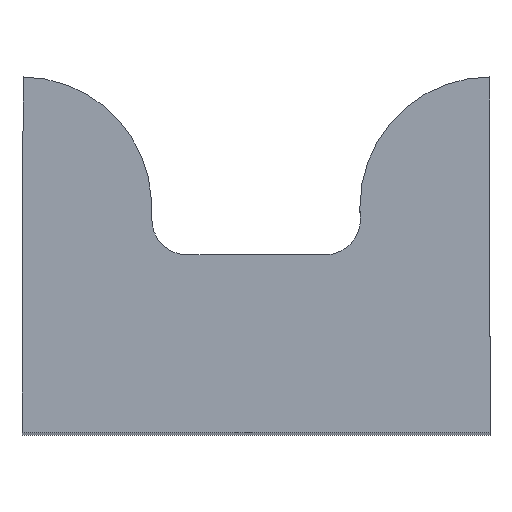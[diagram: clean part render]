
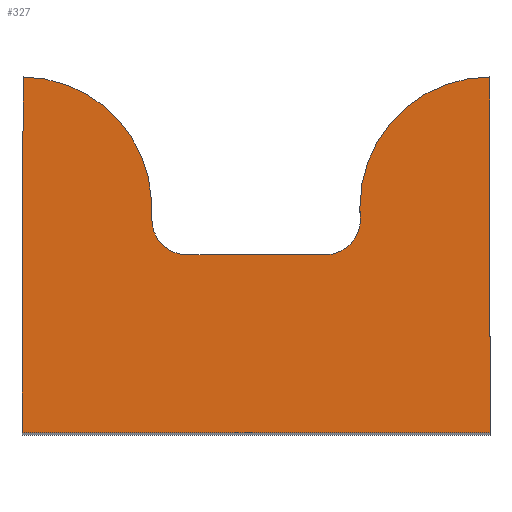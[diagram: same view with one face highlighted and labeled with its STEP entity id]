
A CAD part, top view. The second image highlights one B-rep face of the part: STEP entity #327.
In plain terms, the highlighted planar face has unit normal (0, 0, 1).
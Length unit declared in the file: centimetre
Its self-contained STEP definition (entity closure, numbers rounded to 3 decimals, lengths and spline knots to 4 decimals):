
#27=PLANE('',#358);
#44=FACE_OUTER_BOUND('',#61,.T.);
#61=EDGE_LOOP('',(#276,#277,#278,#279,#280,#281,#282,#283,#284,#285,#286,
#287,#288,#289,#290));
#67=LINE('',#468,#100);
#70=LINE('',#479,#103);
#74=LINE('',#486,#107);
#77=LINE('',#497,#110);
#81=LINE('',#509,#114);
#85=LINE('',#521,#118);
#88=LINE('',#527,#121);
#91=LINE('',#533,#124);
#94=LINE('',#539,#127);
#100=VECTOR('',#374,1.);
#103=VECTOR('',#385,1.);
#107=VECTOR('',#391,1.);
#110=VECTOR('',#402,1.);
#114=VECTOR('',#414,1.);
#118=VECTOR('',#426,1.);
#121=VECTOR('',#431,1.);
#124=VECTOR('',#436,1.);
#127=VECTOR('',#441,1.);
#130=CIRCLE('',#333,0.015);
#132=CIRCLE('',#337,0.015);
#133=CIRCLE('',#341,0.0555);
#136=CIRCLE('',#346,0.0555);
#138=CIRCLE('',#350,0.0555);
#140=CIRCLE('',#357,0.0555);
#143=VERTEX_POINT('',#458);
#144=VERTEX_POINT('',#460);
#146=VERTEX_POINT('',#466);
#149=VERTEX_POINT('',#473);
#150=VERTEX_POINT('',#475);
#152=VERTEX_POINT('',#484);
#153=VERTEX_POINT('',#488);
#156=VERTEX_POINT('',#496);
#158=VERTEX_POINT('',#502);
#160=VERTEX_POINT('',#508);
#162=VERTEX_POINT('',#514);
#164=VERTEX_POINT('',#520);
#166=VERTEX_POINT('',#526);
#168=VERTEX_POINT('',#532);
#170=VERTEX_POINT('',#538);
#173=EDGE_CURVE('',#143,#144,#130,.T.);
#177=EDGE_CURVE('',#143,#146,#67,.T.);
#180=EDGE_CURVE('',#149,#150,#132,.T.);
#182=EDGE_CURVE('',#149,#144,#70,.T.);
#186=EDGE_CURVE('',#146,#152,#74,.T.);
#187=EDGE_CURVE('',#153,#150,#133,.T.);
#191=EDGE_CURVE('',#156,#153,#77,.T.);
#194=EDGE_CURVE('',#158,#156,#136,.T.);
#197=EDGE_CURVE('',#160,#158,#81,.T.);
#200=EDGE_CURVE('',#162,#160,#138,.T.);
#203=EDGE_CURVE('',#164,#162,#85,.T.);
#206=EDGE_CURVE('',#166,#164,#88,.T.);
#209=EDGE_CURVE('',#168,#166,#91,.T.);
#212=EDGE_CURVE('',#170,#168,#94,.T.);
#215=EDGE_CURVE('',#152,#170,#140,.T.);
#276=ORIENTED_EDGE('',*,*,#215,.T.);
#277=ORIENTED_EDGE('',*,*,#212,.T.);
#278=ORIENTED_EDGE('',*,*,#209,.T.);
#279=ORIENTED_EDGE('',*,*,#206,.T.);
#280=ORIENTED_EDGE('',*,*,#203,.T.);
#281=ORIENTED_EDGE('',*,*,#200,.T.);
#282=ORIENTED_EDGE('',*,*,#197,.T.);
#283=ORIENTED_EDGE('',*,*,#194,.T.);
#284=ORIENTED_EDGE('',*,*,#191,.T.);
#285=ORIENTED_EDGE('',*,*,#187,.T.);
#286=ORIENTED_EDGE('',*,*,#180,.F.);
#287=ORIENTED_EDGE('',*,*,#182,.T.);
#288=ORIENTED_EDGE('',*,*,#173,.F.);
#289=ORIENTED_EDGE('',*,*,#177,.T.);
#290=ORIENTED_EDGE('',*,*,#186,.T.);
#327=ADVANCED_FACE('',(#44),#27,.T.);
#333=AXIS2_PLACEMENT_3D('',#461,#367,#368);
#337=AXIS2_PLACEMENT_3D('',#476,#380,#381);
#341=AXIS2_PLACEMENT_3D('',#489,#394,#395);
#346=AXIS2_PLACEMENT_3D('',#503,#408,#409);
#350=AXIS2_PLACEMENT_3D('',#515,#420,#421);
#357=AXIS2_PLACEMENT_3D('',#543,#447,#448);
#358=AXIS2_PLACEMENT_3D('',#544,#449,#450);
#367=DIRECTION('center_axis',(0.,0.,1.));
#368=DIRECTION('ref_axis',(-0.707,-0.707,0.));
#374=DIRECTION('',(0.,1.,0.));
#380=DIRECTION('center_axis',(0.,0.,1.));
#381=DIRECTION('ref_axis',(0.734,-0.679,0.));
#385=DIRECTION('',(-1.,0.,0.));
#391=DIRECTION('',(-1.,0.,0.));
#394=DIRECTION('center_axis',(0.,0.,1.));
#395=DIRECTION('ref_axis',(1.,0.,0.));
#402=DIRECTION('',(0.,-1.,0.));
#408=DIRECTION('center_axis',(0.,0.,1.));
#409=DIRECTION('ref_axis',(1.,0.,0.));
#414=DIRECTION('',(0.,1.,0.));
#420=DIRECTION('center_axis',(0.,0.,-1.));
#421=DIRECTION('ref_axis',(1.,0.,0.));
#426=DIRECTION('',(0.,1.,0.));
#431=DIRECTION('',(1.,0.,0.));
#436=DIRECTION('',(0.,-1.,0.));
#441=DIRECTION('',(-0.004,-1.,0.));
#447=DIRECTION('center_axis',(0.,0.,1.));
#448=DIRECTION('ref_axis',(1.,0.,0.));
#449=DIRECTION('center_axis',(0.,0.,1.));
#450=DIRECTION('ref_axis',(1.,0.,0.));
#458=CARTESIAN_POINT('',(-1.4005,4.3199,0.6));
#460=CARTESIAN_POINT('',(-1.3855,4.3049,0.6));
#461=CARTESIAN_POINT('Origin',(-1.3855,4.3199,0.6));
#466=CARTESIAN_POINT('',(-1.4005,4.3287,0.6));
#468=CARTESIAN_POINT('',(-1.4005,4.3287,0.6));
#473=CARTESIAN_POINT('',(-1.3264,4.3049,0.6));
#475=CARTESIAN_POINT('',(-1.3114,4.3211,0.6));
#476=CARTESIAN_POINT('Origin',(-1.3264,4.3199,0.6));
#479=CARTESIAN_POINT('',(-0.9565,4.3049,0.6));
#484=CARTESIAN_POINT('',(-1.4007,4.3287,0.6));
#486=CARTESIAN_POINT('',(-1.5115,4.3287,0.6));
#488=CARTESIAN_POINT('',(-1.3116,4.3254,0.6));
#489=CARTESIAN_POINT('Origin',(-1.2561,4.3254,0.6));
#496=CARTESIAN_POINT('',(-1.3116,4.3256,0.6));
#497=CARTESIAN_POINT('',(-1.3116,4.286,0.6));
#502=CARTESIAN_POINT('',(-1.2561,4.3809,0.6));
#503=CARTESIAN_POINT('Origin',(-1.2561,4.3254,0.6));
#508=CARTESIAN_POINT('',(-1.2561,4.2699,0.6));
#509=CARTESIAN_POINT('',(-1.2561,4.3809,0.6));
#514=CARTESIAN_POINT('',(-1.256,4.2699,0.6));
#515=CARTESIAN_POINT('Origin',(-1.2561,4.3254,0.6));
#520=CARTESIAN_POINT('',(-1.256,4.2289,0.6));
#521=CARTESIAN_POINT('',(-1.256,4.2787,0.6));
#526=CARTESIAN_POINT('',(-1.456,4.2289,0.6));
#527=CARTESIAN_POINT('',(-1.9565,4.2289,0.6));
#532=CARTESIAN_POINT('',(-1.456,4.2537,0.6));
#533=CARTESIAN_POINT('',(-1.456,4.2287,0.6));
#538=CARTESIAN_POINT('',(-1.4555,4.3809,0.6));
#539=CARTESIAN_POINT('',(-1.4555,4.3809,0.6));
#543=CARTESIAN_POINT('Origin',(-1.4561,4.3254,0.6));
#544=CARTESIAN_POINT('Origin',(-1.4561,4.3254,0.6));
